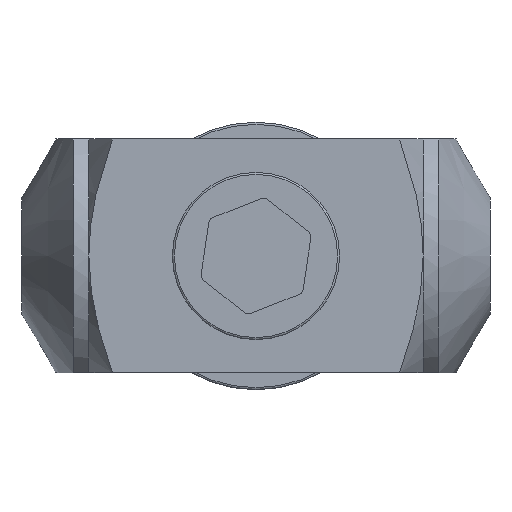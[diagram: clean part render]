
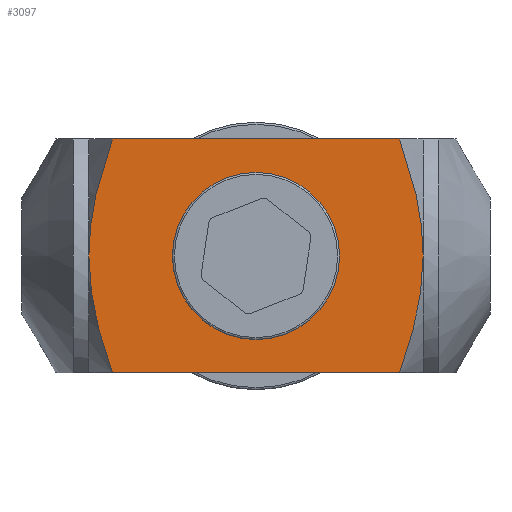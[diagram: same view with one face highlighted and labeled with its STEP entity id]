
A CAD part, front view. The second image highlights one B-rep face of the part: STEP entity #3097.
In plain terms, the highlighted planar face has unit normal (0, -1, 0).
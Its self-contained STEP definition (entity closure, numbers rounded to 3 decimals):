
#32=FACE_BOUND('',#575,.T.);
#82=(
BOUNDED_CURVE()
B_SPLINE_CURVE(2,(#5232,#5233,#5234),.UNSPECIFIED.,.F.,.F.)
B_SPLINE_CURVE_WITH_KNOTS((3,3),(0.248,2.101),
 .UNSPECIFIED.)
CURVE()
GEOMETRIC_REPRESENTATION_ITEM()
RATIONAL_B_SPLINE_CURVE((1.018,1.077,1.))
REPRESENTATION_ITEM('')
);
#87=(
BOUNDED_CURVE()
B_SPLINE_CURVE(2,(#5267,#5268,#5269),.UNSPECIFIED.,.F.,.F.)
B_SPLINE_CURVE_WITH_KNOTS((3,3),(2.101,3.953),
 .UNSPECIFIED.)
CURVE()
GEOMETRIC_REPRESENTATION_ITEM()
RATIONAL_B_SPLINE_CURVE((1.,1.077,1.018))
REPRESENTATION_ITEM('')
);
#93=(
BOUNDED_CURVE()
B_SPLINE_CURVE(2,(#5311,#5312,#5313),.UNSPECIFIED.,.F.,.F.)
B_SPLINE_CURVE_WITH_KNOTS((3,3),(2.101,3.953),
 .UNSPECIFIED.)
CURVE()
GEOMETRIC_REPRESENTATION_ITEM()
RATIONAL_B_SPLINE_CURVE((1.,1.077,1.018))
REPRESENTATION_ITEM('')
);
#94=(
BOUNDED_CURVE()
B_SPLINE_CURVE(2,(#5314,#5315,#5316),.UNSPECIFIED.,.F.,.F.)
B_SPLINE_CURVE_WITH_KNOTS((3,3),(0.248,2.101),
 .UNSPECIFIED.)
CURVE()
GEOMETRIC_REPRESENTATION_ITEM()
RATIONAL_B_SPLINE_CURVE((1.018,1.077,1.))
REPRESENTATION_ITEM('')
);
#245=PLANE('',#3304);
#398=FACE_OUTER_BOUND('',#574,.T.);
#574=EDGE_LOOP('',(#2712,#2713,#2714,#2715,#2716,#2717));
#575=EDGE_LOOP('',(#2718));
#853=LINE('',#5137,#1140);
#872=LINE('',#5300,#1159);
#1140=VECTOR('',#3827,10.);
#1159=VECTOR('',#3954,10.);
#1196=CIRCLE('',#3277,10.);
#1448=VERTEX_POINT('',#5135);
#1449=VERTEX_POINT('',#5136);
#1472=VERTEX_POINT('',#5215);
#1475=VERTEX_POINT('',#5231);
#1482=VERTEX_POINT('',#5262);
#1491=VERTEX_POINT('',#5296);
#1493=VERTEX_POINT('',#5310);
#1841=EDGE_CURVE('',#1448,#1449,#853,.T.);
#1873=EDGE_CURVE('',#1472,#1472,#1196,.T.);
#1878=EDGE_CURVE('',#1448,#1475,#82,.T.);
#1891=EDGE_CURVE('',#1475,#1482,#87,.T.);
#1903=EDGE_CURVE('',#1482,#1491,#872,.T.);
#1906=EDGE_CURVE('',#1493,#1491,#93,.T.);
#1907=EDGE_CURVE('',#1449,#1493,#94,.T.);
#2712=ORIENTED_EDGE('',*,*,#1903,.T.);
#2713=ORIENTED_EDGE('',*,*,#1906,.F.);
#2714=ORIENTED_EDGE('',*,*,#1907,.F.);
#2715=ORIENTED_EDGE('',*,*,#1841,.F.);
#2716=ORIENTED_EDGE('',*,*,#1878,.T.);
#2717=ORIENTED_EDGE('',*,*,#1891,.T.);
#2718=ORIENTED_EDGE('',*,*,#1873,.T.);
#3097=ADVANCED_FACE('',(#398,#32),#245,.F.);
#3277=AXIS2_PLACEMENT_3D('',#5217,#3894,#3895);
#3304=AXIS2_PLACEMENT_3D('',#5309,#3957,#3958);
#3827=DIRECTION('',(1.,0.,0.));
#3894=DIRECTION('center_axis',(0.,1.,0.));
#3895=DIRECTION('ref_axis',(1.,0.,0.));
#3954=DIRECTION('',(1.,0.,0.));
#3957=DIRECTION('center_axis',(0.,1.,0.));
#3958=DIRECTION('ref_axis',(0.,0.,1.));
#5135=CARTESIAN_POINT('',(-56.472,-22.,17.5));
#5136=CARTESIAN_POINT('',(-13.528,-22.,17.5));
#5137=CARTESIAN_POINT('',(-60.,-22.,17.5));
#5215=CARTESIAN_POINT('',(-45.,-22.,0.));
#5217=CARTESIAN_POINT('Origin',(-35.,-22.,0.));
#5231=CARTESIAN_POINT('',(-60.,-22.,0.));
#5232=CARTESIAN_POINT('Ctrl Pts',(-56.472,-22.,17.5));
#5233=CARTESIAN_POINT('Ctrl Pts',(-60.,-22.,7.683));
#5234=CARTESIAN_POINT('Ctrl Pts',(-60.,-22.,0.));
#5262=CARTESIAN_POINT('',(-56.472,-22.,-17.5));
#5267=CARTESIAN_POINT('Ctrl Pts',(-60.,-22.,0.));
#5268=CARTESIAN_POINT('Ctrl Pts',(-60.,-22.,-7.683));
#5269=CARTESIAN_POINT('Ctrl Pts',(-56.472,-22.,-17.5));
#5296=CARTESIAN_POINT('',(-13.528,-22.,-17.5));
#5300=CARTESIAN_POINT('',(-10.,-22.,-17.5));
#5309=CARTESIAN_POINT('Origin',(-10.,-22.,-17.5));
#5310=CARTESIAN_POINT('',(-10.,-22.,0.));
#5311=CARTESIAN_POINT('Ctrl Pts',(-10.,-22.,0.));
#5312=CARTESIAN_POINT('Ctrl Pts',(-10.,-22.,-7.683));
#5313=CARTESIAN_POINT('Ctrl Pts',(-13.528,-22.,-17.5));
#5314=CARTESIAN_POINT('Ctrl Pts',(-13.528,-22.,17.5));
#5315=CARTESIAN_POINT('Ctrl Pts',(-10.,-22.,7.683));
#5316=CARTESIAN_POINT('Ctrl Pts',(-10.,-22.,0.));
